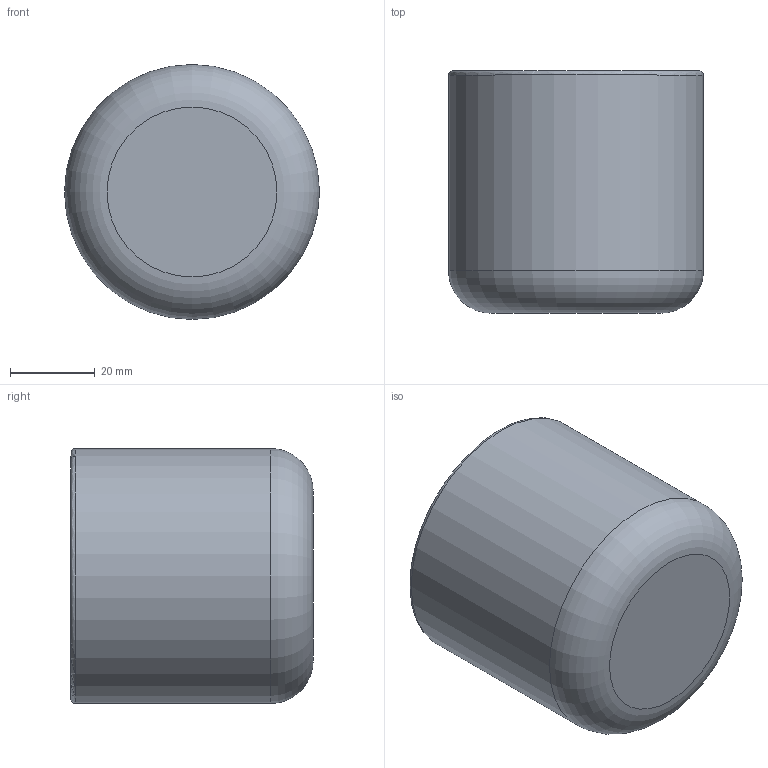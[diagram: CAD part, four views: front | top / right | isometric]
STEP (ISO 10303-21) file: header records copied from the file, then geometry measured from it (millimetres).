
FILE_DESCRIPTION(/* description */ (''),/* implementation_level */ '2;1');
FILE_NAME(/* name */ 'smart hydration water bottle LID .step',/* time_stamp */ '2020-08-09T03:17:14+03:00',/* author */ (''),/* organization */ (''),/* preprocessor_version */ 'ST-DEVELOPER v18',/* originating_system */ 'Autodesk Translation Framework v8.12.0.6',/* authorisation */ '');
FILE_SCHEMA (('AUTOMOTIVE_DESIGN { 1 0 10303 214 3 1 1 }'));
Length unit declared in the file: millimetre
Products named in the file (1): lid
Bounding box: 60 x 57 x 60 mm (x, y, z)
Volume: 31382.2 mm3; surface area: 30232.9 mm2
Topology: 1 solids, 1 shells, 36 faces, 99 edges, 65 vertices
Faces by surface type: cylinder 29, plane 3, torus 2, bspline 2
Full cylindrical faces by diameter (mm): 53.97 x12, 58.446 x12, 60 x1
Entity records: 4208 total; most frequent: CARTESIAN_POINT 3362, ORIENTED_EDGE 198, DIRECTION 127, EDGE_CURVE 99, VERTEX_POINT 65, B_SPLINE_CURVE_WITH_KNOTS 57, AXIS2_PLACEMENT_3D 50, FACE_OUTER_BOUND 36
